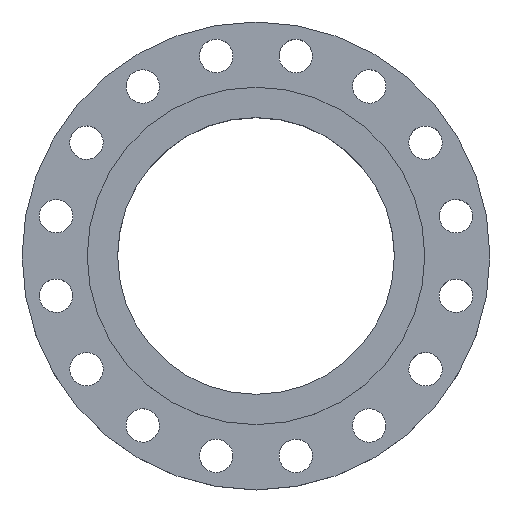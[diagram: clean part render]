
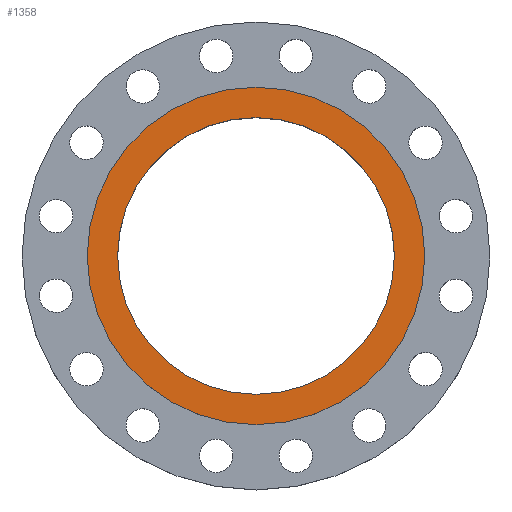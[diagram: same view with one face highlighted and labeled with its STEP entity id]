
A CAD part, top view. The second image highlights one B-rep face of the part: STEP entity #1358.
In plain terms, the highlighted planar face has unit normal (0, 0, 1).
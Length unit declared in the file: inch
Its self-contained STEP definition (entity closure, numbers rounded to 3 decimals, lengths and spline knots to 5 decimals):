
#19 = DIRECTION ( 'NONE',  ( 1., 0., 0. ) ) ;
#65 = CIRCLE ( 'NONE', #1515, 6.31 ) ;
#119 = VERTEX_POINT ( 'NONE', #1441 ) ;
#144 = CIRCLE ( 'NONE', #1043, 5.175 ) ;
#161 = DIRECTION ( 'NONE',  ( 0., 0., 1. ) ) ;
#168 = ORIENTED_EDGE ( 'NONE', *, *, #618, .F. ) ;
#246 = EDGE_CURVE ( 'NONE', #643, #765, #65, .T. ) ;
#308 = CARTESIAN_POINT ( 'NONE',  ( -6.31, 0., 0.25 ) ) ;
#400 = DIRECTION ( 'NONE',  ( 1., 0., 0. ) ) ;
#423 = CARTESIAN_POINT ( 'NONE',  ( 0., 0., 0.25 ) ) ;
#535 = CARTESIAN_POINT ( 'NONE',  ( 0., 0., 0.25 ) ) ;
#539 = DIRECTION ( 'NONE',  ( 1., 0., 0. ) ) ;
#618 = EDGE_CURVE ( 'NONE', #119, #895, #794, .T. ) ;
#625 = EDGE_LOOP ( 'NONE', ( #1485, #168 ) ) ;
#643 = VERTEX_POINT ( 'NONE', #1579 ) ;
#656 = CARTESIAN_POINT ( 'NONE',  ( 0., 0., 0.25 ) ) ;
#683 = CIRCLE ( 'NONE', #1651, 6.31 ) ;
#765 = VERTEX_POINT ( 'NONE', #308 ) ;
#794 = CIRCLE ( 'NONE', #1182, 5.175 ) ;
#858 = CARTESIAN_POINT ( 'NONE',  ( -5.175, 0., 0.25 ) ) ;
#895 = VERTEX_POINT ( 'NONE', #858 ) ;
#934 = FACE_BOUND ( 'NONE', #625, .T. ) ;
#993 = DIRECTION ( 'NONE',  ( 1., 0., 0. ) ) ;
#1031 = ORIENTED_EDGE ( 'NONE', *, *, #246, .T. ) ;
#1043 = AXIS2_PLACEMENT_3D ( 'NONE', #535, #1055, #19 ) ;
#1055 = DIRECTION ( 'NONE',  ( 0., 0., 1. ) ) ;
#1127 = EDGE_CURVE ( 'NONE', #895, #119, #144, .T. ) ;
#1148 = CARTESIAN_POINT ( 'NONE',  ( 0., 0., 0.25 ) ) ;
#1154 = ORIENTED_EDGE ( 'NONE', *, *, #1318, .T. ) ;
#1182 = AXIS2_PLACEMENT_3D ( 'NONE', #1326, #1335, #539 ) ;
#1188 = PLANE ( 'NONE',  #1372 ) ;
#1200 = DIRECTION ( 'NONE',  ( 0., 0., 1. ) ) ;
#1318 = EDGE_CURVE ( 'NONE', #765, #643, #683, .T. ) ;
#1326 = CARTESIAN_POINT ( 'NONE',  ( 0., 0., 0.25 ) ) ;
#1335 = DIRECTION ( 'NONE',  ( 0., 0., 1. ) ) ;
#1342 = EDGE_LOOP ( 'NONE', ( #1154, #1031 ) ) ;
#1358 = ADVANCED_FACE ( 'NONE', ( #934, #1577 ), #1188, .T. ) ;
#1372 = AXIS2_PLACEMENT_3D ( 'NONE', #656, #1200, #1610 ) ;
#1406 = DIRECTION ( 'NONE',  ( 0., 0., 1. ) ) ;
#1441 = CARTESIAN_POINT ( 'NONE',  ( 5.175, 0., 0.25 ) ) ;
#1485 = ORIENTED_EDGE ( 'NONE', *, *, #1127, .F. ) ;
#1515 = AXIS2_PLACEMENT_3D ( 'NONE', #1148, #1406, #993 ) ;
#1577 = FACE_OUTER_BOUND ( 'NONE', #1342, .T. ) ;
#1579 = CARTESIAN_POINT ( 'NONE',  ( 6.31, 0., 0.25 ) ) ;
#1610 = DIRECTION ( 'NONE',  ( 1., 0., 0. ) ) ;
#1651 = AXIS2_PLACEMENT_3D ( 'NONE', #423, #161, #400 ) ;
